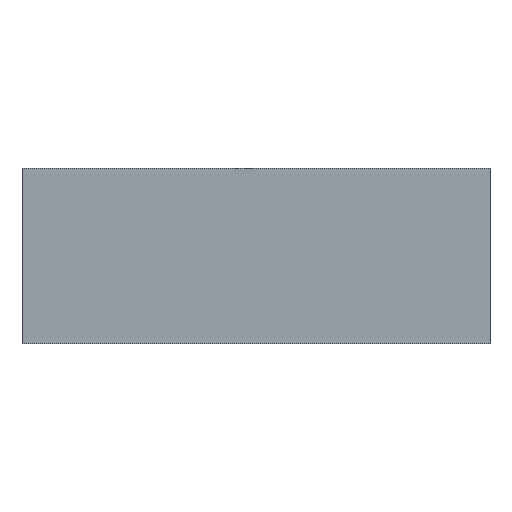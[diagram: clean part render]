
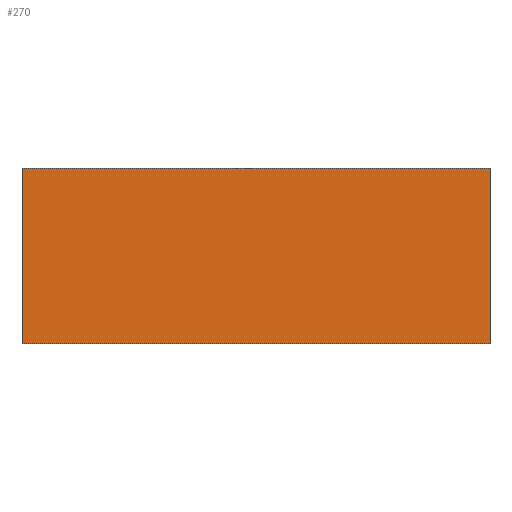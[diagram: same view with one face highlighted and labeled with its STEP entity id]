
A CAD part, front view. The second image highlights one B-rep face of the part: STEP entity #270.
In plain terms, the highlighted planar face has unit normal (0, -1, 0).
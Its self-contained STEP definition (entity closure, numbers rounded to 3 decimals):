
#270=ADVANCED_FACE('',(#595),#596,.T.);
#595=FACE_OUTER_BOUND('',#972,.T.);
#596=PLANE('',#973);
#972=EDGE_LOOP('',(#1765,#1766,#1767,#1768));
#973=AXIS2_PLACEMENT_3D('',#1769,#1770,#1771);
#1765=ORIENTED_EDGE('',*,*,#2379,.T.);
#1766=ORIENTED_EDGE('',*,*,#2682,.T.);
#1767=ORIENTED_EDGE('',*,*,#2683,.T.);
#1768=ORIENTED_EDGE('',*,*,#2679,.F.);
#1769=CARTESIAN_POINT('',(100.,0.0,-10.0));
#1770=DIRECTION('',(0.0,-1.0,0.0));
#1771=DIRECTION('',(0.0,0.0,-1.0));
#2379=EDGE_CURVE('',#2866,#2867,#2868,.T.);
#2679=EDGE_CURVE('',#2866,#3347,#3348,.T.);
#2682=EDGE_CURVE('',#2867,#3351,#3352,.T.);
#2683=EDGE_CURVE('',#3351,#3347,#3353,.T.);
#2866=VERTEX_POINT('',#3595);
#2867=VERTEX_POINT('',#3596);
#2868=LINE('',#3597,#3598);
#3347=VERTEX_POINT('',#4237);
#3348=LINE('',#4238,#4239);
#3351=VERTEX_POINT('',#4243);
#3352=LINE('',#4244,#4245);
#3353=LINE('',#4246,#4247);
#3595=CARTESIAN_POINT('',(0.0,0.0,-37.5));
#3596=CARTESIAN_POINT('',(100.,0.0,-37.5));
#3597=CARTESIAN_POINT('',(50.,0.0,-37.5));
#3598=VECTOR('',#4576,1.0);
#4237=CARTESIAN_POINT('',(0.0,0.0,0.0));
#4238=CARTESIAN_POINT('',(0.0,0.0,-9000.0));
#4239=VECTOR('',#4974,9000.0);
#4243=CARTESIAN_POINT('',(100.,0.0,0.0));
#4244=CARTESIAN_POINT('',(100.,0.0,-9000.0));
#4245=VECTOR('',#4976,9000.0);
#4246=CARTESIAN_POINT('',(100.,0.0,0.0));
#4247=VECTOR('',#4977,100.);
#4576=DIRECTION('',(1.0,0.0,-0.0));
#4974=DIRECTION('',(0.0,0.0,1.0));
#4976=DIRECTION('',(0.0,0.0,1.0));
#4977=DIRECTION('',(-1.0,0.0,0.0));
